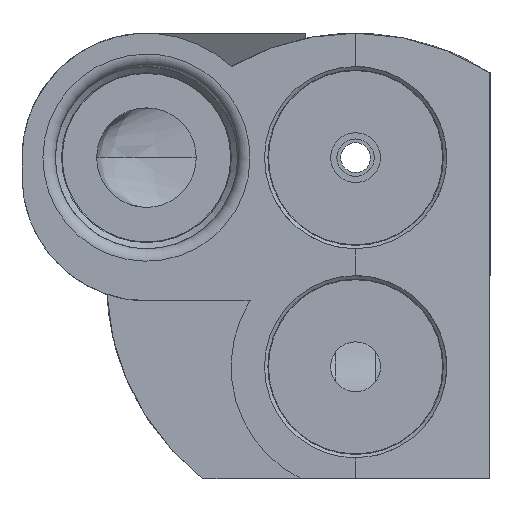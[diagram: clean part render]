
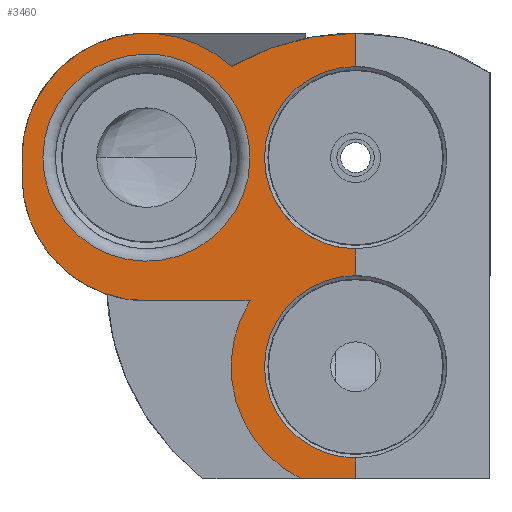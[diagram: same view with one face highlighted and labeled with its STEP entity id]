
A CAD part, left-side view. The second image highlights one B-rep face of the part: STEP entity #3460.
In plain terms, the highlighted planar face has unit normal (-1, 0, 0).
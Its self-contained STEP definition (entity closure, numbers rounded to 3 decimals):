
#88=FACE_BOUND('',#731,.T.);
#183=LINE('',#5551,#328);
#186=LINE('',#5559,#331);
#187=LINE('',#5564,#332);
#205=LINE('',#5694,#350);
#214=LINE('',#5741,#359);
#215=LINE('',#5744,#360);
#328=VECTOR('',#4044,1.);
#331=VECTOR('',#4049,1.);
#332=VECTOR('',#4054,1.);
#350=VECTOR('',#4178,1.);
#359=VECTOR('',#4221,1.);
#360=VECTOR('',#4224,1.);
#478=PLANE('',#3743);
#528=FACE_OUTER_BOUND('',#730,.T.);
#730=EDGE_LOOP('',(#2407,#2408,#2409,#2410,#2411,#2412,#2413,#2414,#2415,
#2416,#2417,#2418));
#731=EDGE_LOOP('',(#2419,#2420));
#944=CIRCLE('',#3679,0.183);
#948=CIRCLE('',#3685,0.5);
#960=CIRCLE('',#3700,0.183);
#987=CIRCLE('',#3736,0.25);
#988=CIRCLE('',#3738,0.208);
#992=CIRCLE('',#3742,0.208);
#993=CIRCLE('',#3744,0.25);
#994=CIRCLE('',#3745,0.25);
#1351=VERTEX_POINT('',#5547);
#1352=VERTEX_POINT('',#5548);
#1353=VERTEX_POINT('',#5550);
#1356=VERTEX_POINT('',#5556);
#1357=VERTEX_POINT('',#5558);
#1359=VERTEX_POINT('',#5562);
#1371=VERTEX_POINT('',#5591);
#1408=VERTEX_POINT('',#5693);
#1419=VERTEX_POINT('',#5724);
#1420=VERTEX_POINT('',#5728);
#1421=VERTEX_POINT('',#5729);
#1424=VERTEX_POINT('',#5738);
#1425=VERTEX_POINT('',#5740);
#1426=VERTEX_POINT('',#5742);
#1719=EDGE_CURVE('',#1351,#1353,#183,.T.);
#1723=EDGE_CURVE('',#1356,#1357,#186,.T.);
#1726=EDGE_CURVE('',#1359,#1352,#187,.T.);
#1731=EDGE_CURVE('',#1359,#1357,#944,.T.);
#1741=EDGE_CURVE('',#1356,#1371,#948,.T.);
#1755=EDGE_CURVE('',#1351,#1352,#960,.T.);
#1787=EDGE_CURVE('',#1408,#1353,#205,.T.);
#1801=EDGE_CURVE('',#1419,#1408,#987,.T.);
#1803=EDGE_CURVE('',#1420,#1421,#988,.T.);
#1807=EDGE_CURVE('',#1421,#1420,#992,.T.);
#1808=EDGE_CURVE('',#1371,#1424,#993,.T.);
#1809=EDGE_CURVE('',#1424,#1425,#214,.T.);
#1810=EDGE_CURVE('',#1425,#1426,#994,.T.);
#1811=EDGE_CURVE('',#1426,#1419,#215,.T.);
#2407=ORIENTED_EDGE('',*,*,#1787,.T.);
#2408=ORIENTED_EDGE('',*,*,#1719,.F.);
#2409=ORIENTED_EDGE('',*,*,#1755,.T.);
#2410=ORIENTED_EDGE('',*,*,#1726,.F.);
#2411=ORIENTED_EDGE('',*,*,#1731,.T.);
#2412=ORIENTED_EDGE('',*,*,#1723,.F.);
#2413=ORIENTED_EDGE('',*,*,#1741,.T.);
#2414=ORIENTED_EDGE('',*,*,#1808,.T.);
#2415=ORIENTED_EDGE('',*,*,#1809,.T.);
#2416=ORIENTED_EDGE('',*,*,#1810,.T.);
#2417=ORIENTED_EDGE('',*,*,#1811,.T.);
#2418=ORIENTED_EDGE('',*,*,#1801,.T.);
#2419=ORIENTED_EDGE('',*,*,#1803,.F.);
#2420=ORIENTED_EDGE('',*,*,#1807,.F.);
#3460=ADVANCED_FACE('',(#528,#88),#478,.T.);
#3679=AXIS2_PLACEMENT_3D('',#5573,#4064,#4065);
#3685=AXIS2_PLACEMENT_3D('',#5593,#4081,#4082);
#3700=AXIS2_PLACEMENT_3D('',#5621,#4113,#4114);
#3736=AXIS2_PLACEMENT_3D('',#5725,#4202,#4203);
#3738=AXIS2_PLACEMENT_3D('',#5730,#4207,#4208);
#3742=AXIS2_PLACEMENT_3D('',#5736,#4215,#4216);
#3743=AXIS2_PLACEMENT_3D('',#5737,#4217,#4218);
#3744=AXIS2_PLACEMENT_3D('',#5739,#4219,#4220);
#3745=AXIS2_PLACEMENT_3D('',#5743,#4222,#4223);
#4044=DIRECTION('',(0.,0.,-1.));
#4049=DIRECTION('',(0.,0.,-1.));
#4054=DIRECTION('',(0.,0.,-1.));
#4064=DIRECTION('center_axis',(1.,0.,0.));
#4065=DIRECTION('ref_axis',(0.,0.,
-1.));
#4081=DIRECTION('center_axis',(-1.,0.,0.));
#4082=DIRECTION('ref_axis',(0.,0.,
1.));
#4113=DIRECTION('center_axis',(1.,0.,0.));
#4114=DIRECTION('ref_axis',(0.,0.,
-1.));
#4178=DIRECTION('',(0.,-1.,0.));
#4202=DIRECTION('center_axis',(-1.,0.,0.));
#4203=DIRECTION('ref_axis',(0.,0.848,0.53));
#4207=DIRECTION('center_axis',(-1.,0.,0.));
#4208=DIRECTION('ref_axis',(0.,0.37,-0.929));
#4215=DIRECTION('center_axis',(-1.,0.,0.));
#4216=DIRECTION('ref_axis',(0.,0.37,-0.929));
#4217=DIRECTION('center_axis',(-1.,0.,0.));
#4218=DIRECTION('ref_axis',(0.,0.,1.));
#4219=DIRECTION('center_axis',(-1.,0.,0.));
#4220=DIRECTION('ref_axis',(0.,-0.681,0.732));
#4221=DIRECTION('',(0.,0.,-1.));
#4222=DIRECTION('center_axis',(-1.,0.,0.));
#4223=DIRECTION('ref_axis',(0.,1.,0.));
#4224=DIRECTION('',(0.,-1.,0.));
#5547=CARTESIAN_POINT('',(-0.57,0.35,-0.603));
#5548=CARTESIAN_POINT('',(-0.57,0.35,-0.237));
#5550=CARTESIAN_POINT('',(-0.57,0.35,-0.645));
#5551=CARTESIAN_POINT('',(-0.57,0.35,-0.08));
#5556=CARTESIAN_POINT('',(-0.57,0.35,0.25));
#5558=CARTESIAN_POINT('',(-0.57,0.35,0.183));
#5559=CARTESIAN_POINT('',(-0.57,0.35,-0.08));
#5562=CARTESIAN_POINT('',(-0.57,0.35,-0.183));
#5564=CARTESIAN_POINT('',(-0.57,0.35,-0.08));
#5573=CARTESIAN_POINT('Origin',(-0.57,0.35,0.));
#5591=CARTESIAN_POINT('',(-0.57,0.6,0.183));
#5593=CARTESIAN_POINT('Origin',(-0.57,0.35,-0.25));
#5621=CARTESIAN_POINT('Origin',(-0.57,0.35,-0.42));
#5693=CARTESIAN_POINT('',(-0.57,0.459,-0.645));
#5694=CARTESIAN_POINT('',(-0.57,0.477,-0.645));
#5724=CARTESIAN_POINT('',(-0.57,0.562,-0.287));
#5725=CARTESIAN_POINT('Origin',(-0.57,0.35,-0.42));
#5728=CARTESIAN_POINT('',(-0.57,0.693,0.193));
#5729=CARTESIAN_POINT('',(-0.57,0.77,0.208));
#5730=CARTESIAN_POINT('Origin',(-0.57,0.77,0.));
#5736=CARTESIAN_POINT('Origin',(-0.57,0.77,0.));
#5737=CARTESIAN_POINT('Origin',(-0.57,0.604,-0.159));
#5738=CARTESIAN_POINT('',(-0.57,1.02,0.));
#5739=CARTESIAN_POINT('Origin',(-0.57,0.77,0.));
#5740=CARTESIAN_POINT('',(-0.57,1.02,-0.037));
#5741=CARTESIAN_POINT('',(-0.57,1.02,0.));
#5742=CARTESIAN_POINT('',(-0.57,0.77,-0.287));
#5743=CARTESIAN_POINT('Origin',(-0.57,0.77,-0.037));
#5744=CARTESIAN_POINT('',(-0.57,0.77,-0.287));
